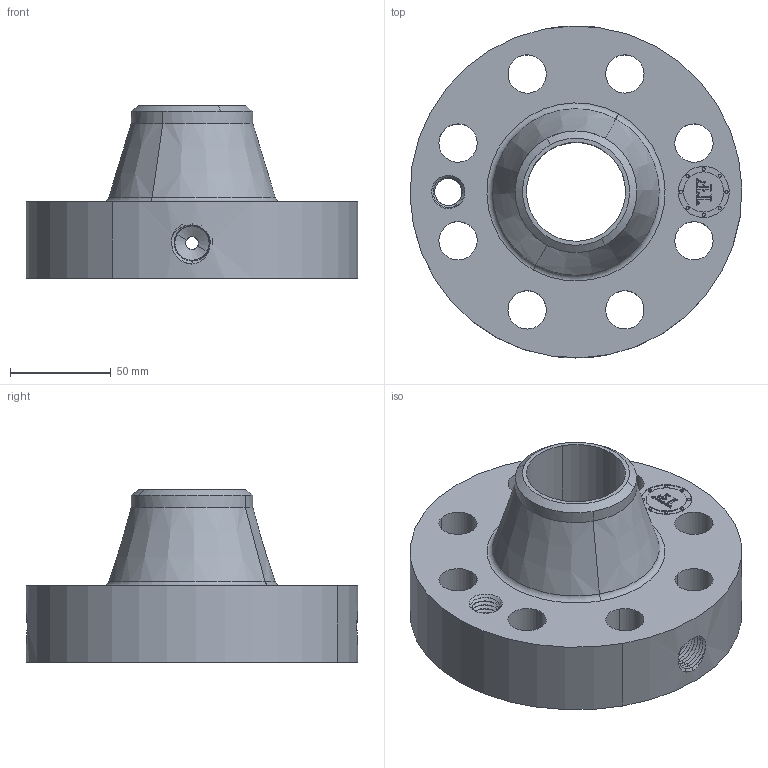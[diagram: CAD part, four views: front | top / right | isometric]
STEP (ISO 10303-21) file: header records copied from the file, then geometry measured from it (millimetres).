
FILE_DESCRIPTION(('3D STEP'),'2;1');
FILE_NAME('2-600-FF-WELD-NECK-XH-ORIF-FLANGE.stp','2013-10-27T02:34:01+00:00',('Texas Flange'),(''),'CATIA Version 5 Release 20 SP 6 (IN-10)','CATIA V5 STEP AP214','800-826-3801');
FILE_SCHEMA(('AUTOMOTIVE_DESIGN { 1 0 10303 214 1 1 1 1 }'));
Length unit declared in the file: inch
Products named in the file (1): 2-600-FF-WELD-NECK-XH-ORIF-FLANGE
Bounding box: 165.05 x 165.1 x 85.85 mm (x, y, z)
Volume: 729644.4 mm3; surface area: 101425.9 mm2
Topology: 1 solids, 1 shells, 775 faces, 2109 edges, 1354 vertices
Faces by surface type: plane 368, bspline 258, cylinder 93, cone 50, revolution 4, torus 2
Entity records: 32855 total; most frequent: CARTESIAN_POINT 13606, ORIENTED_EDGE 4218, EDGE_CURVE 2109, DIRECTION 2060, VERTEX_POINT 1354, VECTOR 1182, LINE 1182, B_SPLINE_CURVE_WITH_KNOTS 819
